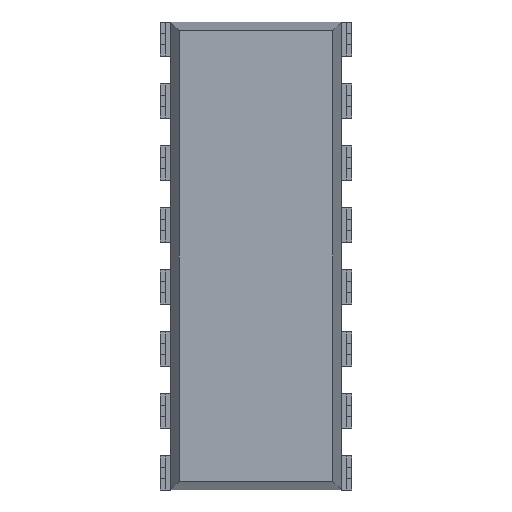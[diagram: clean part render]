
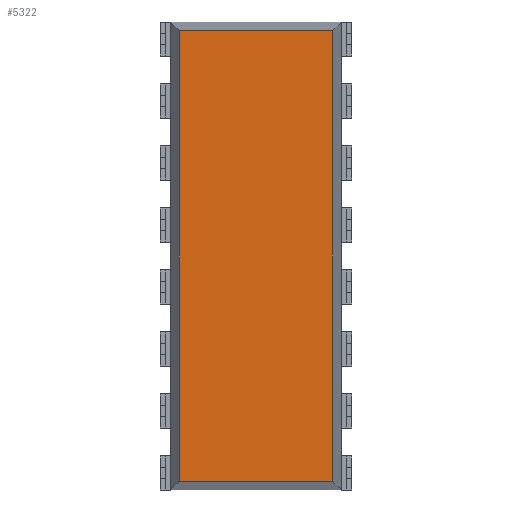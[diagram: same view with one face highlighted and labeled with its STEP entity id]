
A CAD part, front view. The second image highlights one B-rep face of the part: STEP entity #5322.
In plain terms, the highlighted planar face has unit normal (0, -1, 0).
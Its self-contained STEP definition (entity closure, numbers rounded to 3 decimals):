
#425 = CARTESIAN_POINT ( 'NONE',  ( -3.493, 0.39, -9.237 ) ) ;
#720 = EDGE_LOOP ( 'NONE', ( #3774, #3849, #3947, #1859 ) ) ;
#741 = CARTESIAN_POINT ( 'NONE',  ( 0., 0.39, 0. ) ) ;
#764 = EDGE_CURVE ( 'NONE', #1085, #3613, #5328, .T. ) ;
#1085 = VERTEX_POINT ( 'NONE', #2837 ) ;
#1397 = VERTEX_POINT ( 'NONE', #6614 ) ;
#1768 = CARTESIAN_POINT ( 'NONE',  ( -3.142, 0.39, 9.588 ) ) ;
#1781 = PLANE ( 'NONE',  #2166 ) ;
#1807 = DIRECTION ( 'NONE',  ( 0., 0., -1. ) ) ;
#1859 = ORIENTED_EDGE ( 'NONE', *, *, #2275, .T. ) ;
#2151 = LINE ( 'NONE', #4344, #2722 ) ;
#2166 = AXIS2_PLACEMENT_3D ( 'NONE', #741, #4404, #1807 ) ;
#2212 = LINE ( 'NONE', #5474, #2288 ) ;
#2275 = EDGE_CURVE ( 'NONE', #1397, #1085, #4645, .T. ) ;
#2288 = VECTOR ( 'NONE', #3382, 1000. ) ;
#2487 = CARTESIAN_POINT ( 'NONE',  ( 3.142, 0.39, -9.237 ) ) ;
#2618 = DIRECTION ( 'NONE',  ( 1., 0., 0. ) ) ;
#2624 = VECTOR ( 'NONE', #2618, 1000. ) ;
#2632 = VERTEX_POINT ( 'NONE', #6323 ) ;
#2722 = VECTOR ( 'NONE', #2824, 1000. ) ;
#2824 = DIRECTION ( 'NONE',  ( -1., 0., 0. ) ) ;
#2837 = CARTESIAN_POINT ( 'NONE',  ( -3.142, 0.39, -9.237 ) ) ;
#3382 = DIRECTION ( 'NONE',  ( 0., 0., 1. ) ) ;
#3613 = VERTEX_POINT ( 'NONE', #2487 ) ;
#3774 = ORIENTED_EDGE ( 'NONE', *, *, #764, .T. ) ;
#3849 = ORIENTED_EDGE ( 'NONE', *, *, #5909, .T. ) ;
#3905 = EDGE_CURVE ( 'NONE', #2632, #1397, #2151, .T. ) ;
#3947 = ORIENTED_EDGE ( 'NONE', *, *, #3905, .T. ) ;
#4232 = VECTOR ( 'NONE', #6508, 1000. ) ;
#4344 = CARTESIAN_POINT ( 'NONE',  ( 3.492, 0.39, 9.237 ) ) ;
#4404 = DIRECTION ( 'NONE',  ( 0., -1., 0. ) ) ;
#4645 = LINE ( 'NONE', #1768, #4232 ) ;
#5322 = ADVANCED_FACE ( 'NONE', ( #6761 ), #1781, .T. ) ;
#5328 = LINE ( 'NONE', #425, #2624 ) ;
#5474 = CARTESIAN_POINT ( 'NONE',  ( 3.142, 0.39, -9.587 ) ) ;
#5909 = EDGE_CURVE ( 'NONE', #3613, #2632, #2212, .T. ) ;
#6323 = CARTESIAN_POINT ( 'NONE',  ( 3.142, 0.39, 9.237 ) ) ;
#6508 = DIRECTION ( 'NONE',  ( 0., 0., -1. ) ) ;
#6614 = CARTESIAN_POINT ( 'NONE',  ( -3.142, 0.39, 9.237 ) ) ;
#6761 = FACE_OUTER_BOUND ( 'NONE', #720, .T. ) ;
